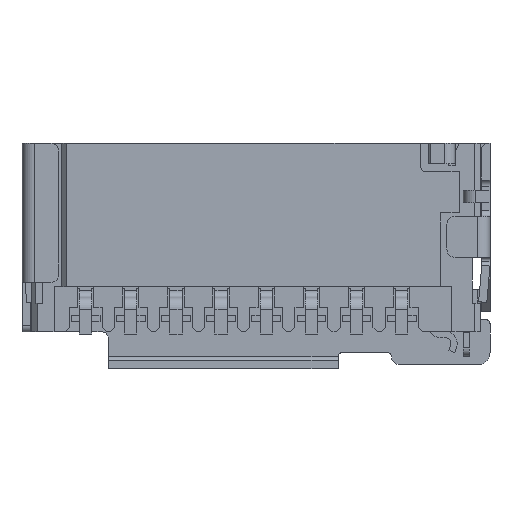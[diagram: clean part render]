
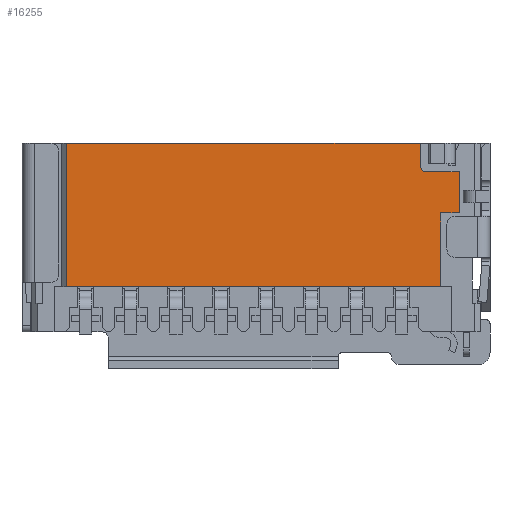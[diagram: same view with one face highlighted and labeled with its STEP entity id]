
A CAD part, front view. The second image highlights one B-rep face of the part: STEP entity #16255.
In plain terms, the highlighted planar face has unit normal (0, -1, 0).
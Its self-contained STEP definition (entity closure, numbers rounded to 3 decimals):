
#3 = VERTEX_POINT ( 'NONE', #11640 ) ;
#1830 = EDGE_CURVE ( 'NONE', #10684, #20584, #22972, .T. ) ;
#2251 = CARTESIAN_POINT ( 'NONE',  ( -15.559, 2.082, 2.669 ) ) ;
#2516 = CARTESIAN_POINT ( 'NONE',  ( -5.989, 2.082, 4.469 ) ) ;
#3304 = CARTESIAN_POINT ( 'NONE',  ( -6.439, 2.082, 2.669 ) ) ;
#3595 = EDGE_CURVE ( 'NONE', #27780, #26386, #17326, .T. ) ;
#4038 = DIRECTION ( 'NONE',  ( -1., 0., 0. ) ) ;
#5687 = VERTEX_POINT ( 'NONE', #8143 ) ;
#5959 = EDGE_CURVE ( 'NONE', #13668, #8999, #23619, .T. ) ;
#5994 = FACE_OUTER_BOUND ( 'NONE', #10467, .T. ) ;
#6398 = LINE ( 'NONE', #32892, #29445 ) ;
#6772 = CARTESIAN_POINT ( 'NONE',  ( -6.939, 2.082, 6.169 ) ) ;
#6807 = CARTESIAN_POINT ( 'NONE',  ( -6.939, 2.082, 6.169 ) ) ;
#7454 = ORIENTED_EDGE ( 'NONE', *, *, #1830, .T. ) ;
#8143 = CARTESIAN_POINT ( 'NONE',  ( -6.789, 2.082, 5.469 ) ) ;
#8416 = DIRECTION ( 'NONE',  ( 0., 0., 1. ) ) ;
#8999 = VERTEX_POINT ( 'NONE', #36246 ) ;
#9073 = ORIENTED_EDGE ( 'NONE', *, *, #15228, .F. ) ;
#9831 = VECTOR ( 'NONE', #10283, 1000. ) ;
#9958 = EDGE_CURVE ( 'NONE', #8999, #5687, #24183, .T. ) ;
#10039 = DIRECTION ( 'NONE',  ( -1., 0., 0. ) ) ;
#10283 = DIRECTION ( 'NONE',  ( 1., 0., 0. ) ) ;
#10467 = EDGE_LOOP ( 'NONE', ( #29212, #33913, #21677, #27857, #26720, #31401, #16396, #9073, #7454 ) ) ;
#10684 = VERTEX_POINT ( 'NONE', #2251 ) ;
#11640 = CARTESIAN_POINT ( 'NONE',  ( -15.559, 2.082, 6.169 ) ) ;
#12242 = CARTESIAN_POINT ( 'NONE',  ( -5.989, 2.082, 5.469 ) ) ;
#12409 = VECTOR ( 'NONE', #21692, 1000. ) ;
#13124 = CARTESIAN_POINT ( 'NONE',  ( -6.439, 2.082, 4.469 ) ) ;
#13668 = VERTEX_POINT ( 'NONE', #6807 ) ;
#14170 = VECTOR ( 'NONE', #34481, 1000. ) ;
#14859 = CARTESIAN_POINT ( 'NONE',  ( -5.989, 2.082, 5.469 ) ) ;
#15228 = EDGE_CURVE ( 'NONE', #10684, #3, #23439, .T. ) ;
#15337 = CARTESIAN_POINT ( 'NONE',  ( -5.989, 2.082, 4.469 ) ) ;
#15411 = VERTEX_POINT ( 'NONE', #12242 ) ;
#15735 = LINE ( 'NONE', #14859, #25389 ) ;
#16255 = ADVANCED_FACE ( 'NONE', ( #5994 ), #16387, .T. ) ;
#16387 = PLANE ( 'NONE',  #24212 ) ;
#16396 = ORIENTED_EDGE ( 'NONE', *, *, #25915, .F. ) ;
#16483 = EDGE_CURVE ( 'NONE', #15411, #5687, #15735, .T. ) ;
#17326 = LINE ( 'NONE', #35371, #34115 ) ;
#18390 = LINE ( 'NONE', #2516, #24993 ) ;
#20584 = VERTEX_POINT ( 'NONE', #3304 ) ;
#21218 = CARTESIAN_POINT ( 'NONE',  ( -6.789, 2.082, 5.619 ) ) ;
#21677 = ORIENTED_EDGE ( 'NONE', *, *, #24353, .T. ) ;
#21692 = DIRECTION ( 'NONE',  ( 1., 0., 0. ) ) ;
#22972 = LINE ( 'NONE', #35669, #12409 ) ;
#23062 = AXIS2_PLACEMENT_3D ( 'NONE', #21218, #29513, #4038 ) ;
#23439 = LINE ( 'NONE', #34134, #14170 ) ;
#23619 = LINE ( 'NONE', #6772, #32063 ) ;
#24183 = CIRCLE ( 'NONE', #23062, 0.15 ) ;
#24212 = AXIS2_PLACEMENT_3D ( 'NONE', #30597, #36017, #33056 ) ;
#24353 = EDGE_CURVE ( 'NONE', #27780, #15411, #18390, .T. ) ;
#24493 = CARTESIAN_POINT ( 'NONE',  ( -15.559, 2.082, 6.169 ) ) ;
#24993 = VECTOR ( 'NONE', #8416, 1000. ) ;
#25389 = VECTOR ( 'NONE', #25729, 1000. ) ;
#25729 = DIRECTION ( 'NONE',  ( -1., 0., 0. ) ) ;
#25731 = LINE ( 'NONE', #24493, #9831 ) ;
#25915 = EDGE_CURVE ( 'NONE', #3, #13668, #25731, .T. ) ;
#26386 = VERTEX_POINT ( 'NONE', #13124 ) ;
#26720 = ORIENTED_EDGE ( 'NONE', *, *, #9958, .F. ) ;
#27780 = VERTEX_POINT ( 'NONE', #15337 ) ;
#27857 = ORIENTED_EDGE ( 'NONE', *, *, #16483, .T. ) ;
#29212 = ORIENTED_EDGE ( 'NONE', *, *, #36603, .F. ) ;
#29445 = VECTOR ( 'NONE', #32765, 1000. ) ;
#29513 = DIRECTION ( 'NONE',  ( 0., -1., 0. ) ) ;
#30597 = CARTESIAN_POINT ( 'NONE',  ( -16.409, 2.082, 1.569 ) ) ;
#31401 = ORIENTED_EDGE ( 'NONE', *, *, #5959, .F. ) ;
#32063 = VECTOR ( 'NONE', #35059, 1000. ) ;
#32765 = DIRECTION ( 'NONE',  ( 0., 0., -1. ) ) ;
#32892 = CARTESIAN_POINT ( 'NONE',  ( -6.439, 2.082, 4.469 ) ) ;
#33056 = DIRECTION ( 'NONE',  ( 0., 0., -1. ) ) ;
#33913 = ORIENTED_EDGE ( 'NONE', *, *, #3595, .F. ) ;
#34115 = VECTOR ( 'NONE', #10039, 1000. ) ;
#34134 = CARTESIAN_POINT ( 'NONE',  ( -15.559, 2.082, 2.669 ) ) ;
#34481 = DIRECTION ( 'NONE',  ( 0., 0., 1. ) ) ;
#35059 = DIRECTION ( 'NONE',  ( 0., 0., -1. ) ) ;
#35371 = CARTESIAN_POINT ( 'NONE',  ( -5.989, 2.082, 4.469 ) ) ;
#35669 = CARTESIAN_POINT ( 'NONE',  ( -15.559, 2.082, 2.669 ) ) ;
#36017 = DIRECTION ( 'NONE',  ( 0., -1., 0. ) ) ;
#36246 = CARTESIAN_POINT ( 'NONE',  ( -6.939, 2.082, 5.619 ) ) ;
#36603 = EDGE_CURVE ( 'NONE', #26386, #20584, #6398, .T. ) ;
